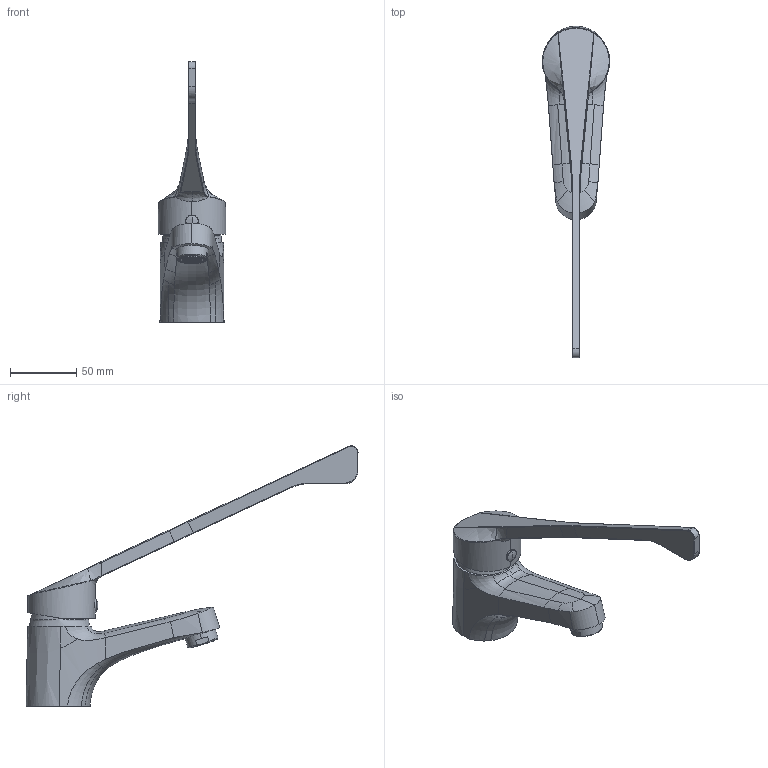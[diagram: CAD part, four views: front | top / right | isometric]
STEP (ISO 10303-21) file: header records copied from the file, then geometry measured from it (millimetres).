
FILE_DESCRIPTION(/* description */ (''),/* implementation_level */ '2;1');
FILE_NAME(/* name */ 'STEP- 125630005_21229',/* time_stamp */ '2025-07-16T15:25:50+10:00',/* author */ (''),/* organization */ (''),/* preprocessor_version */ 'ST-DEVELOPER v16.5',/* originating_system */ 'Rhino 7.37',/* authorisation */ '');
FILE_SCHEMA (('AUTOMOTIVE_DESIGN'));
Length unit declared in the file: millimetre
Products named in the file (12): Document; STP-21229(125630005)-BRISTOL MK2 BASIN MIX WEXT LEV CP LF 4-20250716; 125630005_ASM; 2130361; 2040104899015; 20502135010223; 2060233107264; 202013560226; 2070101406016; 2030200907017; 2030106801268; 2020303807019
Assembly tree (11 placements, depth 4):
  Document
    STP-21229(125630005)-BRISTOL MK2 BASIN MIX WEXT LEV CP LF 4-20250716
      125630005_ASM
        2130361
        2040104899015
        20502135010223
        2060233107264
        202013560226
        2070101406016
        2030200907017
        2030106801268
        2020303807019
Bounding box: 51 x 251.3 x 197.11 mm (x, y, z)
Volume: 149614.9 mm3; surface area: 99598.4 mm2
Topology: 9 solids, 12 shells, 1981 faces, 5816 edges, 3791 vertices
Faces by surface type: plane 987, cylinder 752, bspline 242
Entity records: 82904 total; most frequent: CARTESIAN_POINT 43644, ORIENTED_EDGE 11608, EDGE_CURVE 5810, B_SPLINE_CURVE_WITH_KNOTS 4928, VERTEX_POINT 3791, EDGE_LOOP 2723, ADVANCED_FACE 1981, FACE_OUTER_BOUND 1981
